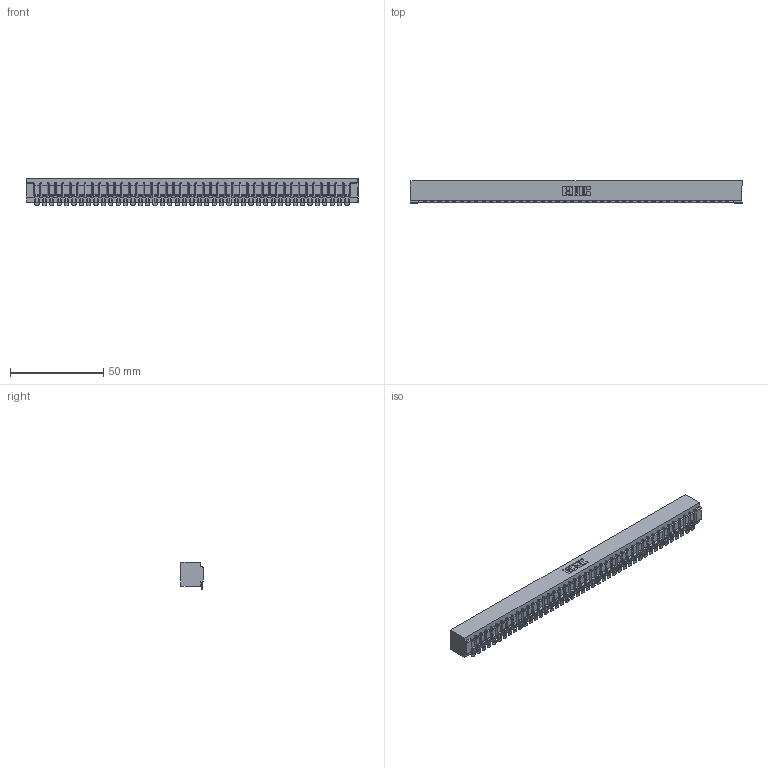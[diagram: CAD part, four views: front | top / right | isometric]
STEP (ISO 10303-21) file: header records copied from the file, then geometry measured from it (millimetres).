
FILE_DESCRIPTION (( 'STEP AP203' ), '1' );
FILE_NAME ('307-043-454-101.STEP', '2020-09-29T20:27:24', ( '' ), ( '' ), 'SwSTEP 2.0', 'SolidWorks 2020', '' );
FILE_SCHEMA (( 'CONFIG_CONTROL_DESIGN' ));
Length unit declared in the file: inch
Products named in the file (3): 307 Part_No Mounting Lugs; 307-290-002_554; 307-043-454-101
Assembly tree (44 placements, depth 2):
  307-043-454-101
    307 Part_No Mounting Lugs
    307-290-002_554  x43
Bounding box: 178.26 x 12.01 x 14.52 mm (x, y, z)
Volume: 19656.5 mm3; surface area: 25252.3 mm2
Topology: 44 solids, 44 shells, 3637 faces, 11178 edges, 7332 vertices
Faces by surface type: plane 2044, cylinder 1505, sphere 88
Entity records: 37427 total; most frequent: CARTESIAN_POINT 6314, ORIENTED_EDGE 6304, DIRECTION 6138, EDGE_CURVE 3152, VECTOR 2410, LINE 2410, VERTEX_POINT 2040, AXIS2_PLACEMENT_3D 1864
